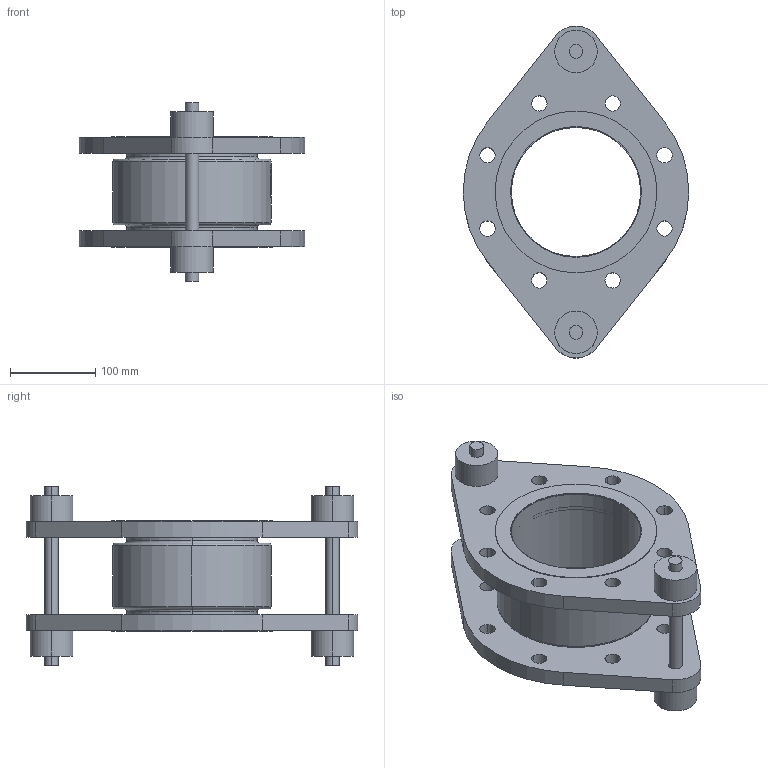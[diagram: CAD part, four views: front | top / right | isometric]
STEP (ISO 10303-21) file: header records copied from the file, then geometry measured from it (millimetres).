
FILE_DESCRIPTION (( 'STEP AP214' ), '1' );
FILE_NAME ('EPSILON-C_DN150_PN06_300_6000013637.STEP', '2021-10-18T10:36:06', ( 'axxx' ), ( 'Hewlett-Packard Company' ), 'SwSTEP 2.0', 'SolidWorks 2019', '' );
FILE_SCHEMA (( 'AUTOMOTIVE_DESIGN' ));
Length unit declared in the file: millimetre
Products named in the file (1): EPSILON-C_DN150_PN06_300_6000013637
Bounding box: 265 x 389.8 x 210 mm (x, y, z)
Volume: 2741125.7 mm3; surface area: 400507.4 mm2
Topology: 1 solids, 1 shells, 604 faces, 1618 edges, 1076 vertices
Faces by surface type: bspline 246, plane 241, cylinder 109, torus 8
Entity records: 32572 total; most frequent: CARTESIAN_POINT 18983, ORIENTED_EDGE 3236, DIRECTION 2026, EDGE_CURVE 1618, VERTEX_POINT 1076, VECTOR 800, LINE 800, EDGE_LOOP 702
